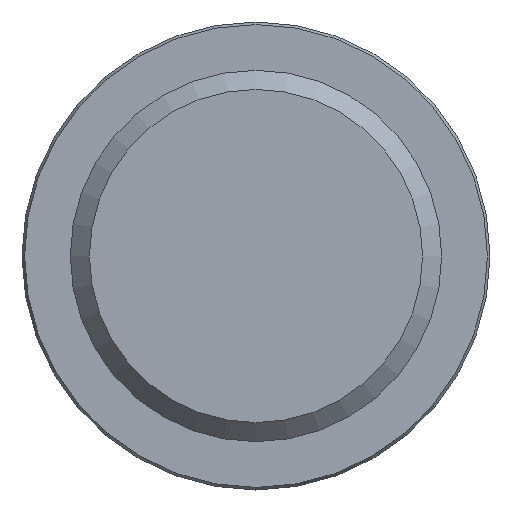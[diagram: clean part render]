
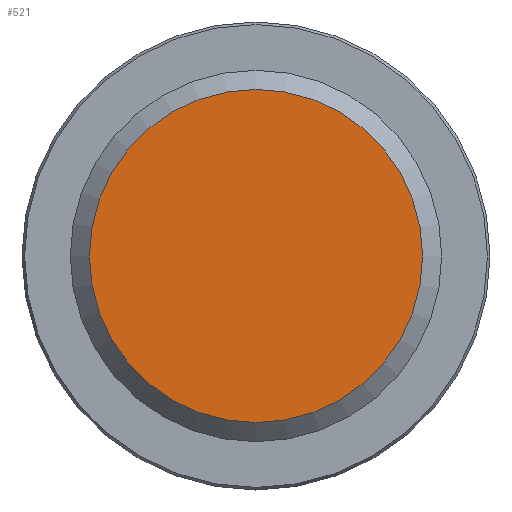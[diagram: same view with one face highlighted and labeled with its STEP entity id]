
A CAD part, front view. The second image highlights one B-rep face of the part: STEP entity #521.
In plain terms, the highlighted planar face has unit normal (0, -1, 0).
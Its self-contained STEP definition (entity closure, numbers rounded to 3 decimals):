
#93=PLANE('',#568);
#123=CIRCLE('',#569,7.475);
#158=VERTEX_POINT('',#807);
#159=VERTEX_POINT('',#808);
#284=EDGE_CURVE('',#158,#159,#123,.T.);
#285=EDGE_CURVE('',#159,#158,#123,.T.);
#373=ORIENTED_EDGE('',*,*,#284,.T.);
#374=ORIENTED_EDGE('',*,*,#285,.T.);
#453=EDGE_LOOP('',(#373,#374));
#487=FACE_BOUND('',#453,.T.);
#521=ADVANCED_FACE('',(#487),#93,.F.);
#568=AXIS2_PLACEMENT_3D('',#805,#671,$);
#569=AXIS2_PLACEMENT_3D('',#806,#672,#673);
#671=DIRECTION('',(0.,1.,0.));
#672=DIRECTION('',(0.,-1.,0.));
#673=DIRECTION('',(0.,0.,-7.475));
#805=CARTESIAN_POINT('',(7.475,0.,0.));
#806=CARTESIAN_POINT('',(0.,0.,0.));
#807=CARTESIAN_POINT('',(0.,0.,-7.475));
#808=CARTESIAN_POINT('',(0.,0.,7.475));
